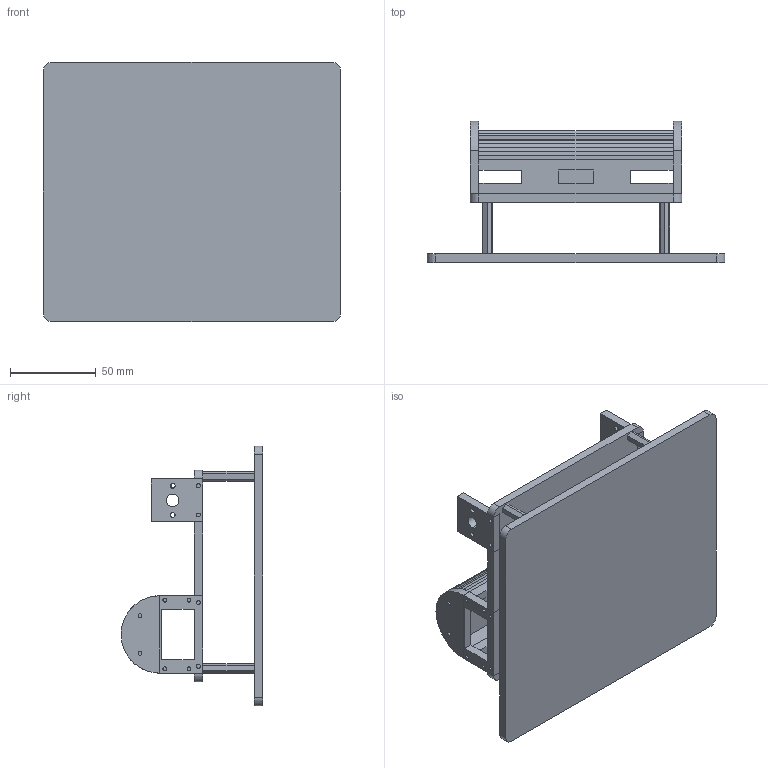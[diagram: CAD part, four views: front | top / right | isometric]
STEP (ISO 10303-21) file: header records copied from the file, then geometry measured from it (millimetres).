
FILE_DESCRIPTION (( 'STEP AP214' ), '1' );
FILE_NAME ('Chassi.STEP', '2016-05-05T02:32:10', ( '' ), ( '' ), 'SwSTEP 2.0', 'SolidWorks 2016', '' );
FILE_SCHEMA (( 'AUTOMOTIVE_DESIGN' ));
Length unit declared in the file: millimetre
Products named in the file (1): Chassi
Bounding box: 173 x 82.5 x 151 mm (x, y, z)
Volume: 267354.2 mm3; surface area: 131149.3 mm2
Topology: 19 solids, 19 shells, 246 faces, 624 edges, 416 vertices
Faces by surface type: plane 172, cylinder 74
Entity records: 7728 total; most frequent: CARTESIAN_POINT 1287, DIRECTION 1266, ORIENTED_EDGE 1248, EDGE_CURVE 624, VECTOR 476, LINE 476, VERTEX_POINT 416, AXIS2_PLACEMENT_3D 395
